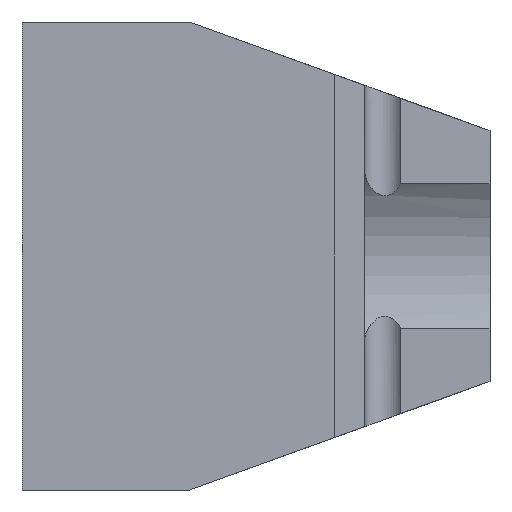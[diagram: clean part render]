
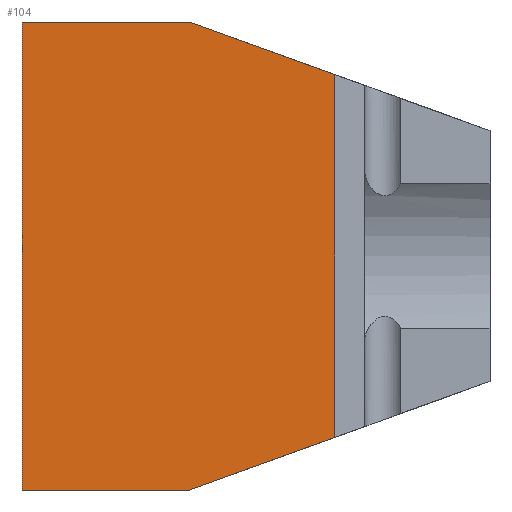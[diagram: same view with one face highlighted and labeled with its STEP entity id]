
A CAD part, front view. The second image highlights one B-rep face of the part: STEP entity #104.
In plain terms, the highlighted planar face has unit normal (0, -1, 0).
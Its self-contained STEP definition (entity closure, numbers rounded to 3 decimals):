
#104=ADVANCED_FACE('',(#211),#212,.T.);
#211=FACE_OUTER_BOUND('',#316,.T.);
#212=PLANE('',#317);
#316=EDGE_LOOP('',(#563,#564,#565,#566,#567,#568));
#317=AXIS2_PLACEMENT_3D('',#569,#570,#571);
#563=ORIENTED_EDGE('',*,*,#732,.T.);
#564=ORIENTED_EDGE('',*,*,#751,.T.);
#565=ORIENTED_EDGE('',*,*,#745,.T.);
#566=ORIENTED_EDGE('',*,*,#752,.T.);
#567=ORIENTED_EDGE('',*,*,#753,.F.);
#568=ORIENTED_EDGE('',*,*,#754,.F.);
#569=CARTESIAN_POINT('',(3.85,-9.0,-14.0));
#570=DIRECTION('',(0.0,-1.0,0.0));
#571=DIRECTION('',(1.0,0.0,0.0));
#732=EDGE_CURVE('',#899,#900,#901,.T.);
#745=EDGE_CURVE('',#919,#920,#921,.T.);
#751=EDGE_CURVE('',#900,#919,#929,.T.);
#752=EDGE_CURVE('',#920,#930,#931,.T.);
#753=EDGE_CURVE('',#932,#930,#933,.T.);
#754=EDGE_CURVE('',#899,#932,#934,.T.);
#899=VERTEX_POINT('',#1171);
#900=VERTEX_POINT('',#1172);
#901=LINE('',#1173,#1174);
#919=VERTEX_POINT('',#1200);
#920=VERTEX_POINT('',#1201);
#921=LINE('',#1202,#1203);
#929=LINE('',#1215,#1216);
#930=VERTEX_POINT('',#1217);
#931=LINE('',#1218,#1219);
#932=VERTEX_POINT('',#1220);
#933=LINE('',#1221,#1222);
#934=LINE('',#1223,#1224);
#1171=CARTESIAN_POINT('',(4.5,-9.0,-14.0));
#1172=CARTESIAN_POINT('',(13.2,-9.0,-10.858));
#1173=CARTESIAN_POINT('',(11.149,-9.0,-11.599));
#1174=VECTOR('',#1337,1.0);
#1200=CARTESIAN_POINT('',(13.2,-9.0,10.858));
#1201=CARTESIAN_POINT('',(4.5,-9.0,14.0));
#1202=CARTESIAN_POINT('',(15.621,-9.0,9.984));
#1203=VECTOR('',#1349,1.0);
#1215=CARTESIAN_POINT('',(13.2,-9.0,-14.0));
#1216=VECTOR('',#1354,1.0);
#1217=CARTESIAN_POINT('',(-5.5,-9.0,14.0));
#1218=CARTESIAN_POINT('',(13.2,-9.0,14.0));
#1219=VECTOR('',#1355,1.0);
#1220=CARTESIAN_POINT('',(-5.5,-9.0,-14.0));
#1221=CARTESIAN_POINT('',(-5.5,-9.0,-14.0));
#1222=VECTOR('',#1356,1.0);
#1223=CARTESIAN_POINT('',(13.2,-9.0,-14.0));
#1224=VECTOR('',#1357,1.0);
#1337=DIRECTION('',(0.941,0.0,0.34));
#1349=DIRECTION('',(-0.941,0.0,0.34));
#1354=DIRECTION('',(0.0,0.0,1.0));
#1355=DIRECTION('',(-1.0,0.0,0.0));
#1356=DIRECTION('',(0.0,0.0,1.0));
#1357=DIRECTION('',(-1.0,0.0,0.0));
